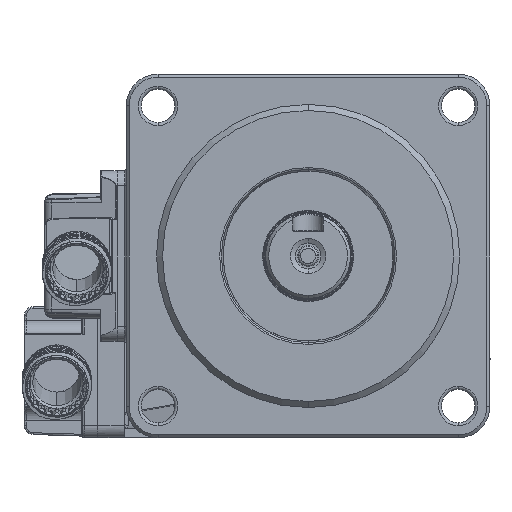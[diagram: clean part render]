
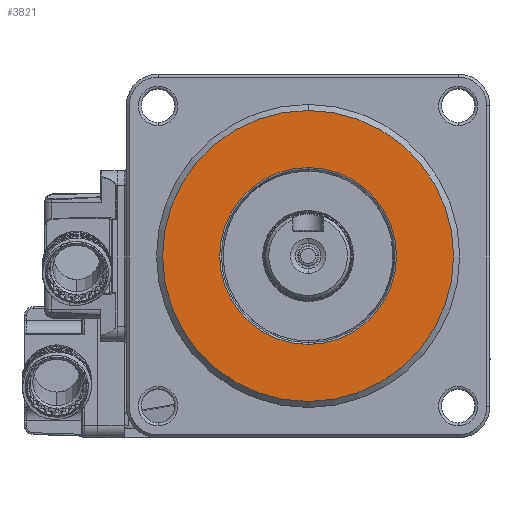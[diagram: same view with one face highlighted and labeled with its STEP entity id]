
A CAD part, left-side view. The second image highlights one B-rep face of the part: STEP entity #3821.
In plain terms, the highlighted planar face has unit normal (-1, 0, 0).
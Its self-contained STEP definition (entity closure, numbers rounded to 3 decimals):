
#2486 = CARTESIAN_POINT ( 'NONE',  ( -281.133, 11.471, 14.574 ) ) ;
#3821 = ADVANCED_FACE ( 'NONE', ( #7151, #35954 ), #18199, .T. ) ;
#4678 = CIRCLE ( 'NONE', #41376, 24. ) ;
#4903 = CARTESIAN_POINT ( 'NONE',  ( -281.133, 11.471, 0. ) ) ;
#5672 = EDGE_LOOP ( 'NONE', ( #34335, #30403 ) ) ;
#7151 = FACE_BOUND ( 'NONE', #30079, .T. ) ;
#7170 = DIRECTION ( 'NONE',  ( -1., 0., 0. ) ) ;
#8112 = VERTEX_POINT ( 'NONE', #25402 ) ;
#9280 = ORIENTED_EDGE ( 'NONE', *, *, #32022, .T. ) ;
#10010 = VERTEX_POINT ( 'NONE', #2486 ) ;
#10483 = DIRECTION ( 'NONE',  ( 0., 0., 1. ) ) ;
#11060 = CARTESIAN_POINT ( 'NONE',  ( -281.133, 11.471, -14.574 ) ) ;
#12091 = CARTESIAN_POINT ( 'NONE',  ( -281.133, 11.471, 0. ) ) ;
#12685 = AXIS2_PLACEMENT_3D ( 'NONE', #43931, #29565, #18670 ) ;
#12867 = AXIS2_PLACEMENT_3D ( 'NONE', #4903, #34084, #40908 ) ;
#15018 = VERTEX_POINT ( 'NONE', #19151 ) ;
#15732 = DIRECTION ( 'NONE',  ( -1., 0., 0. ) ) ;
#15873 = ORIENTED_EDGE ( 'NONE', *, *, #42293, .T. ) ;
#17592 = CARTESIAN_POINT ( 'NONE',  ( -281.133, 11.471, 0. ) ) ;
#18199 = PLANE ( 'NONE',  #12685 ) ;
#18670 = DIRECTION ( 'NONE',  ( 0., 0., 1. ) ) ;
#19151 = CARTESIAN_POINT ( 'NONE',  ( -281.133, 11.471, -24. ) ) ;
#22451 = CARTESIAN_POINT ( 'NONE',  ( -281.133, 11.471, 0. ) ) ;
#22752 = DIRECTION ( 'NONE',  ( 0., 0., 1. ) ) ;
#25239 = AXIS2_PLACEMENT_3D ( 'NONE', #17592, #7170, #10483 ) ;
#25402 = CARTESIAN_POINT ( 'NONE',  ( -281.133, 11.471, 24. ) ) ;
#26295 = DIRECTION ( 'NONE',  ( 0., 0., 1. ) ) ;
#27964 = AXIS2_PLACEMENT_3D ( 'NONE', #22451, #30356, #22752 ) ;
#29565 = DIRECTION ( 'NONE',  ( -1., 0., 0. ) ) ;
#30079 = EDGE_LOOP ( 'NONE', ( #9280, #15873 ) ) ;
#30356 = DIRECTION ( 'NONE',  ( 1., 0., 0. ) ) ;
#30403 = ORIENTED_EDGE ( 'NONE', *, *, #42031, .T. ) ;
#30537 = CIRCLE ( 'NONE', #12867, 14.574 ) ;
#32022 = EDGE_CURVE ( 'NONE', #10010, #46793, #30537, .T. ) ;
#34084 = DIRECTION ( 'NONE',  ( 1., 0., 0. ) ) ;
#34335 = ORIENTED_EDGE ( 'NONE', *, *, #45653, .T. ) ;
#35954 = FACE_OUTER_BOUND ( 'NONE', #5672, .T. ) ;
#36495 = CIRCLE ( 'NONE', #27964, 14.574 ) ;
#37052 = CIRCLE ( 'NONE', #25239, 24. ) ;
#40908 = DIRECTION ( 'NONE',  ( 0., 0., 1. ) ) ;
#41376 = AXIS2_PLACEMENT_3D ( 'NONE', #12091, #15732, #26295 ) ;
#42031 = EDGE_CURVE ( 'NONE', #8112, #15018, #37052, .T. ) ;
#42293 = EDGE_CURVE ( 'NONE', #46793, #10010, #36495, .T. ) ;
#43931 = CARTESIAN_POINT ( 'NONE',  ( -281.133, 11.471, 0. ) ) ;
#45653 = EDGE_CURVE ( 'NONE', #15018, #8112, #4678, .T. ) ;
#46793 = VERTEX_POINT ( 'NONE', #11060 ) ;
